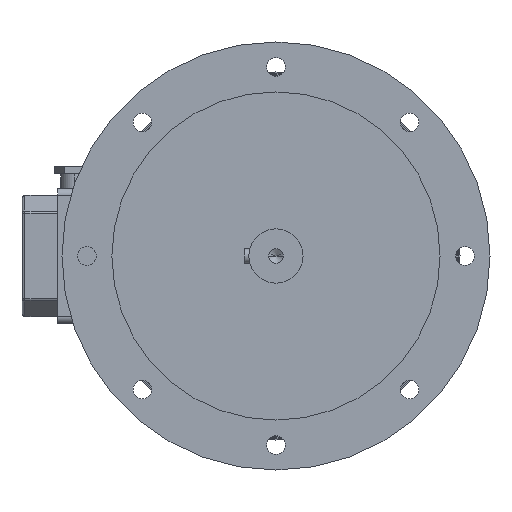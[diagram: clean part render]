
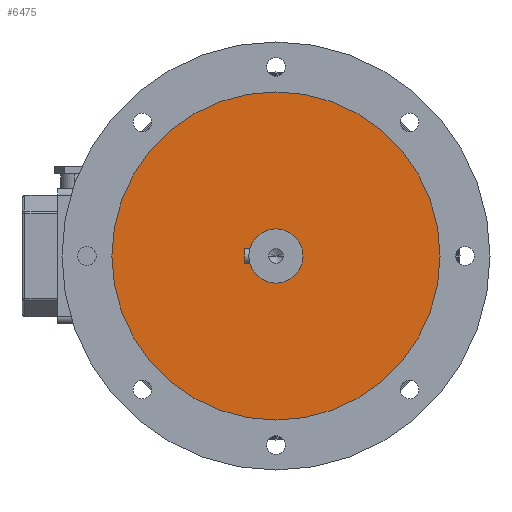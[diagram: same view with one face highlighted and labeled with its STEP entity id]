
A CAD part, left-side view. The second image highlights one B-rep face of the part: STEP entity #6475.
In plain terms, the highlighted face is planar.
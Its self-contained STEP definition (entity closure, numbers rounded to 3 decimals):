
#6273 = EDGE_CURVE ( 'NONE', #6274, #6275, #17187, .T. ) ;
#6274 = VERTEX_POINT ( 'NONE', #17182 ) ;
#6275 = VERTEX_POINT ( 'NONE', #17181 ) ;
#6326 = VERTEX_POINT ( 'NONE', #17274 ) ;
#6329 = EDGE_CURVE ( 'NONE', #6330, #6326, #17273, .T. ) ;
#6330 = VERTEX_POINT ( 'NONE', #17268 ) ;
#6474 = EDGE_CURVE ( 'NONE', #6326, #6330, #17580, .T. ) ;
#6475 = ADVANCED_FACE ( 'NONE', ( #17558, #17557 ), #17554, .F. ) ;
#6476 = EDGE_LOOP ( 'NONE', ( #6477, #6479 ) ) ;
#6477 = ORIENTED_EDGE ( 'NONE', *, *, #6273, .F. ) ;
#6479 = ORIENTED_EDGE ( 'NONE', *, *, #6480, .F. ) ;
#6480 = EDGE_CURVE ( 'NONE', #6275, #6274, #17609, .T. ) ;
#6481 = EDGE_LOOP ( 'NONE', ( #6482, #6483 ) ) ;
#6482 = ORIENTED_EDGE ( 'NONE', *, *, #6329, .T. ) ;
#6483 = ORIENTED_EDGE ( 'NONE', *, *, #6474, .T. ) ;
#17181 = CARTESIAN_POINT ( 'NONE',  ( 0., 23., -19. ) ) ;
#17182 = CARTESIAN_POINT ( 'NONE',  ( 0., 23., 19. ) ) ;
#17183 = DIRECTION ( 'NONE',  ( 0., 0., 1. ) ) ;
#17184 = DIRECTION ( 'NONE',  ( 0., 1., 0. ) ) ;
#17185 = CARTESIAN_POINT ( 'NONE',  ( 0., 23., 0. ) ) ;
#17186 = AXIS2_PLACEMENT_3D ( 'NONE', #17185, #17184, #17183 ) ;
#17187 = CIRCLE ( 'NONE', #17186, 19. ) ;
#17268 = CARTESIAN_POINT ( 'NONE',  ( 0., 23., 115. ) ) ;
#17269 = DIRECTION ( 'NONE',  ( 0., 0., 1. ) ) ;
#17270 = DIRECTION ( 'NONE',  ( 0., 1., 0. ) ) ;
#17271 = CARTESIAN_POINT ( 'NONE',  ( 0., 23., 0. ) ) ;
#17272 = AXIS2_PLACEMENT_3D ( 'NONE', #17271, #17270, #17269 ) ;
#17273 = CIRCLE ( 'NONE', #17272, 115. ) ;
#17274 = CARTESIAN_POINT ( 'NONE',  ( 0., 23., -115. ) ) ;
#17554 = PLANE ( 'NONE',  #17556 ) ;
#17555 = CARTESIAN_POINT ( 'NONE',  ( 0., 23., -19. ) ) ;
#17556 = AXIS2_PLACEMENT_3D ( 'NONE', #17555, #17615, #17614 ) ;
#17557 = FACE_OUTER_BOUND ( 'NONE', #6481, .T. ) ;
#17558 = FACE_BOUND ( 'NONE', #6476, .T. ) ;
#17559 = DIRECTION ( 'NONE',  ( 0., 0., 1. ) ) ;
#17577 = DIRECTION ( 'NONE',  ( 0., 1., 0. ) ) ;
#17578 = CARTESIAN_POINT ( 'NONE',  ( 0., 23., 0. ) ) ;
#17579 = AXIS2_PLACEMENT_3D ( 'NONE', #17578, #17577, #17559 ) ;
#17580 = CIRCLE ( 'NONE', #17579, 115. ) ;
#17605 = DIRECTION ( 'NONE',  ( 0., 0., 1. ) ) ;
#17606 = DIRECTION ( 'NONE',  ( 0., 1., 0. ) ) ;
#17607 = CARTESIAN_POINT ( 'NONE',  ( 0., 23., 0. ) ) ;
#17608 = AXIS2_PLACEMENT_3D ( 'NONE', #17607, #17606, #17605 ) ;
#17609 = CIRCLE ( 'NONE', #17608, 19. ) ;
#17614 = DIRECTION ( 'NONE',  ( 0., 0., -1. ) ) ;
#17615 = DIRECTION ( 'NONE',  ( 0., -1., 0. ) ) ;
